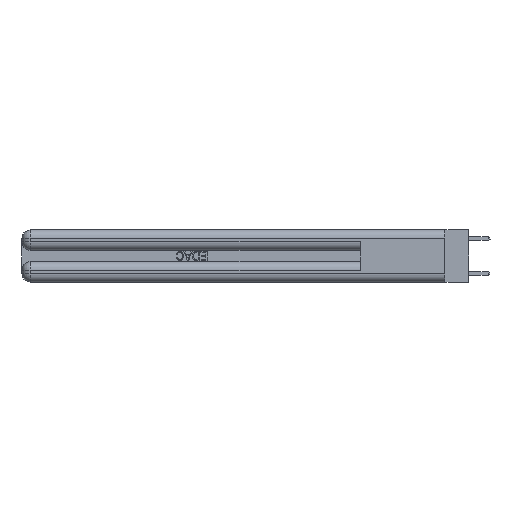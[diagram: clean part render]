
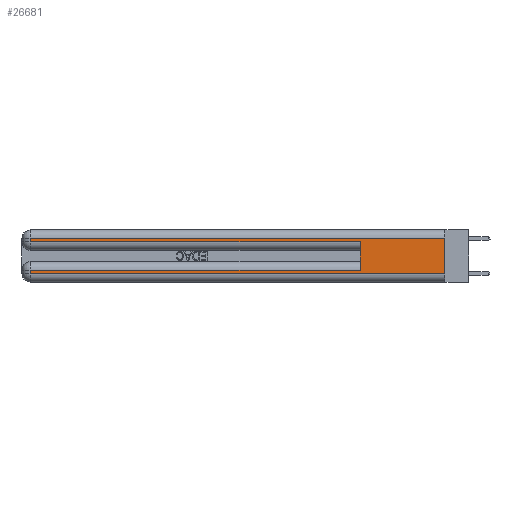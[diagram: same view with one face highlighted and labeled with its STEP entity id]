
A CAD part, left-side view. The second image highlights one B-rep face of the part: STEP entity #26681.
In plain terms, the highlighted planar face has unit normal (-1, 0, 0).
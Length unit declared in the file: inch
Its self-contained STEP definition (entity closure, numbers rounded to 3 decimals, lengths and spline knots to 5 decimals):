
#458 = DIRECTION ( 'NONE',  ( 0., 1., 0. ) ) ;
#588 = DIRECTION ( 'NONE',  ( 0., 0., -1. ) ) ;
#656 = CARTESIAN_POINT ( 'NONE',  ( 0., 0., 0.06 ) ) ;
#1147 = EDGE_LOOP ( 'NONE', ( #16481, #16688, #17228, #17285, #17955, #18179, #18743, #19078 ) ) ;
#1360 = VERTEX_POINT ( 'NONE', #4901 ) ;
#1534 = CARTESIAN_POINT ( 'NONE',  ( 0., 0., 0.085 ) ) ;
#1733 = CARTESIAN_POINT ( 'NONE',  ( 0., 2.94, 0.37 ) ) ;
#2356 = DIRECTION ( 'NONE',  ( 0., -1., 0. ) ) ;
#2597 = CARTESIAN_POINT ( 'NONE',  ( 0., 0., 0.37 ) ) ;
#2794 = DIRECTION ( 'NONE',  ( 0., 0., -1. ) ) ;
#3511 = EDGE_CURVE ( 'NONE', #1360, #16919, #16009, .T. ) ;
#4691 = DIRECTION ( 'NONE',  ( 0., 0., 1. ) ) ;
#4901 = CARTESIAN_POINT ( 'NONE',  ( 0., 2.94, 0.31 ) ) ;
#5110 = CARTESIAN_POINT ( 'NONE',  ( 0., 0., 0.37 ) ) ;
#5145 = CARTESIAN_POINT ( 'NONE',  ( 0., 2.94, 0.37 ) ) ;
#5291 = LINE ( 'NONE', #1534, #16437 ) ;
#5365 = VECTOR ( 'NONE', #6283, 39.37008 ) ;
#5967 = VECTOR ( 'NONE', #458, 39.37008 ) ;
#6283 = DIRECTION ( 'NONE',  ( 0., 0., -1. ) ) ;
#6395 = CARTESIAN_POINT ( 'NONE',  ( 0., 0.6, 0.085 ) ) ;
#7430 = DIRECTION ( 'NONE',  ( 0., 0., -1. ) ) ;
#9087 = CARTESIAN_POINT ( 'NONE',  ( 0., 0.6, 0.145 ) ) ;
#10126 = EDGE_CURVE ( 'NONE', #13241, #19244, #5291, .T. ) ;
#11040 = EDGE_CURVE ( 'NONE', #24944, #1360, #23600, .T. ) ;
#11606 = VERTEX_POINT ( 'NONE', #17714 ) ;
#11739 = PLANE ( 'NONE',  #13640 ) ;
#12440 = VERTEX_POINT ( 'NONE', #23368 ) ;
#13241 = VERTEX_POINT ( 'NONE', #6395 ) ;
#13290 = VECTOR ( 'NONE', #22905, 39.37008 ) ;
#13519 = CARTESIAN_POINT ( 'NONE',  ( 0., 0., 0.06 ) ) ;
#13640 = AXIS2_PLACEMENT_3D ( 'NONE', #2597, #16143, #2794 ) ;
#13767 = VERTEX_POINT ( 'NONE', #656 ) ;
#14414 = VECTOR ( 'NONE', #4691, 39.37008 ) ;
#14549 = FACE_OUTER_BOUND ( 'NONE', #1147, .T. ) ;
#15088 = LINE ( 'NONE', #9087, #14414 ) ;
#15112 = VECTOR ( 'NONE', #7430, 39.37008 ) ;
#15450 = EDGE_CURVE ( 'NONE', #24944, #13767, #15808, .T. ) ;
#15808 = LINE ( 'NONE', #5110, #15112 ) ;
#16002 = EDGE_CURVE ( 'NONE', #13241, #11606, #15088, .T. ) ;
#16009 = LINE ( 'NONE', #5145, #27620 ) ;
#16143 = DIRECTION ( 'NONE',  ( 1., 0., 0. ) ) ;
#16177 = CARTESIAN_POINT ( 'NONE',  ( 0., 0., 0.285 ) ) ;
#16437 = VECTOR ( 'NONE', #27994, 39.37008 ) ;
#16481 = ORIENTED_EDGE ( 'NONE', *, *, #15450, .F. ) ;
#16688 = ORIENTED_EDGE ( 'NONE', *, *, #11040, .T. ) ;
#16919 = VERTEX_POINT ( 'NONE', #26931 ) ;
#17228 = ORIENTED_EDGE ( 'NONE', *, *, #3511, .T. ) ;
#17285 = ORIENTED_EDGE ( 'NONE', *, *, #24823, .T. ) ;
#17713 = VECTOR ( 'NONE', #2356, 39.37008 ) ;
#17714 = CARTESIAN_POINT ( 'NONE',  ( 0., 0.6, 0.285 ) ) ;
#17955 = ORIENTED_EDGE ( 'NONE', *, *, #16002, .F. ) ;
#18179 = ORIENTED_EDGE ( 'NONE', *, *, #10126, .T. ) ;
#18225 = CARTESIAN_POINT ( 'NONE',  ( 0., 0., 0.31 ) ) ;
#18743 = ORIENTED_EDGE ( 'NONE', *, *, #28206, .T. ) ;
#19078 = ORIENTED_EDGE ( 'NONE', *, *, #25379, .T. ) ;
#19105 = LINE ( 'NONE', #13519, #17713 ) ;
#19244 = VERTEX_POINT ( 'NONE', #25885 ) ;
#21172 = CARTESIAN_POINT ( 'NONE',  ( 0., 0., 0.31 ) ) ;
#22905 = DIRECTION ( 'NONE',  ( 0., -1., 0. ) ) ;
#23049 = LINE ( 'NONE', #1733, #5365 ) ;
#23368 = CARTESIAN_POINT ( 'NONE',  ( 0., 2.94, 0.06 ) ) ;
#23600 = LINE ( 'NONE', #18225, #5967 ) ;
#24823 = EDGE_CURVE ( 'NONE', #16919, #11606, #25651, .T. ) ;
#24944 = VERTEX_POINT ( 'NONE', #21172 ) ;
#25379 = EDGE_CURVE ( 'NONE', #12440, #13767, #19105, .T. ) ;
#25651 = LINE ( 'NONE', #16177, #13290 ) ;
#25885 = CARTESIAN_POINT ( 'NONE',  ( 0., 2.94, 0.085 ) ) ;
#26681 = ADVANCED_FACE ( 'NONE', ( #14549 ), #11739, .F. ) ;
#26931 = CARTESIAN_POINT ( 'NONE',  ( 0., 2.94, 0.285 ) ) ;
#27620 = VECTOR ( 'NONE', #588, 39.37008 ) ;
#27994 = DIRECTION ( 'NONE',  ( 0., 1., 0. ) ) ;
#28206 = EDGE_CURVE ( 'NONE', #19244, #12440, #23049, .T. ) ;
